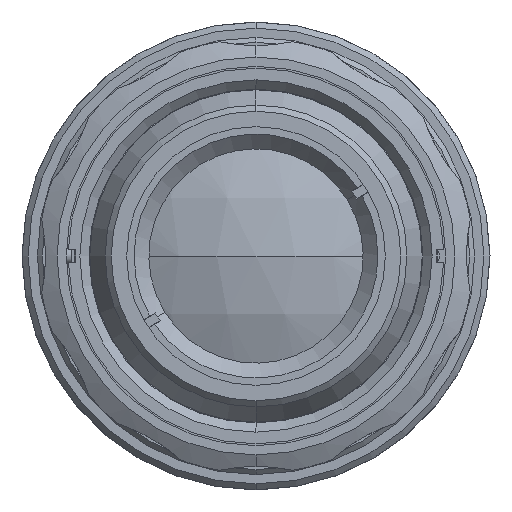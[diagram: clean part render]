
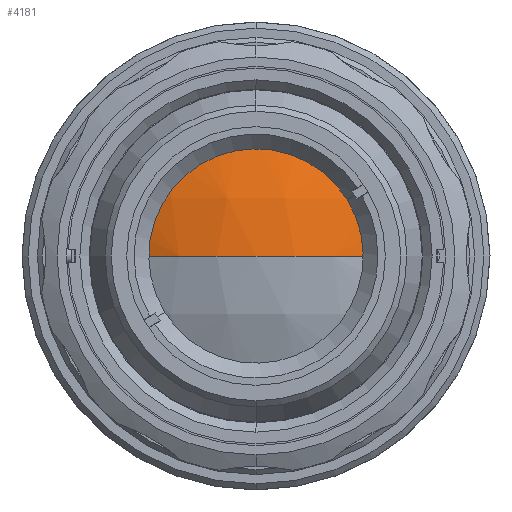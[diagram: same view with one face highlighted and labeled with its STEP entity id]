
A CAD part, left-side view. The second image highlights one B-rep face of the part: STEP entity #4181.
In plain terms, the highlighted spherical face has radius 45.2 mm.
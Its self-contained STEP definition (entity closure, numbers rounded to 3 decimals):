
#101 = EDGE_LOOP ( 'NONE', ( #3575, #1252, #3246 ) ) ;
#173 = VERTEX_POINT ( 'NONE', #3341 ) ;
#608 = EDGE_CURVE ( 'NONE', #173, #3089, #4283, .T. ) ;
#609 = CARTESIAN_POINT ( 'NONE',  ( -275.711, -18.5, 0. ) ) ;
#721 = DIRECTION ( 'NONE',  ( -1., 0., 0. ) ) ;
#805 = AXIS2_PLACEMENT_3D ( 'NONE', #970, #3100, #4516 ) ;
#970 = CARTESIAN_POINT ( 'NONE',  ( -234.47, 0., 0. ) ) ;
#1043 = EDGE_CURVE ( 'NONE', #1069, #3089, #3471, .T. ) ;
#1069 = VERTEX_POINT ( 'NONE', #1614 ) ;
#1136 = DIRECTION ( 'NONE',  ( 0., 0., -1. ) ) ;
#1252 = ORIENTED_EDGE ( 'NONE', *, *, #608, .T. ) ;
#1376 = AXIS2_PLACEMENT_3D ( 'NONE', #4095, #3420, #2296 ) ;
#1614 = CARTESIAN_POINT ( 'NONE',  ( -275.711, 18.5, 0. ) ) ;
#1660 = SPHERICAL_SURFACE ( 'NONE', #805, 45.2 ) ;
#1826 = DIRECTION ( 'NONE',  ( 0., 0., 1. ) ) ;
#1898 = DIRECTION ( 'NONE',  ( 0., -1., 0. ) ) ;
#2135 = CIRCLE ( 'NONE', #2891, 45.2 ) ;
#2296 = DIRECTION ( 'NONE',  ( 0., 0., -1. ) ) ;
#2571 = AXIS2_PLACEMENT_3D ( 'NONE', #3677, #1826, #1898 ) ;
#2891 = AXIS2_PLACEMENT_3D ( 'NONE', #3209, #1136, #721 ) ;
#3089 = VERTEX_POINT ( 'NONE', #609 ) ;
#3100 = DIRECTION ( 'NONE',  ( 0., 0., 1. ) ) ;
#3209 = CARTESIAN_POINT ( 'NONE',  ( -234.47, 0., 0. ) ) ;
#3246 = ORIENTED_EDGE ( 'NONE', *, *, #1043, .F. ) ;
#3341 = CARTESIAN_POINT ( 'NONE',  ( -279.67, 0., 0. ) ) ;
#3420 = DIRECTION ( 'NONE',  ( 1., 0., 0. ) ) ;
#3471 = CIRCLE ( 'NONE', #1376, 18.5 ) ;
#3520 = EDGE_CURVE ( 'NONE', #173, #1069, #2135, .T. ) ;
#3575 = ORIENTED_EDGE ( 'NONE', *, *, #3520, .F. ) ;
#3677 = CARTESIAN_POINT ( 'NONE',  ( -234.47, 0., 0. ) ) ;
#3791 = FACE_OUTER_BOUND ( 'NONE', #101, .T. ) ;
#4095 = CARTESIAN_POINT ( 'NONE',  ( -275.711, 0., 0. ) ) ;
#4181 = ADVANCED_FACE ( 'NONE', ( #3791 ), #1660, .T. ) ;
#4283 = CIRCLE ( 'NONE', #2571, 45.2 ) ;
#4516 = DIRECTION ( 'NONE',  ( 0., 1., 0. ) ) ;
